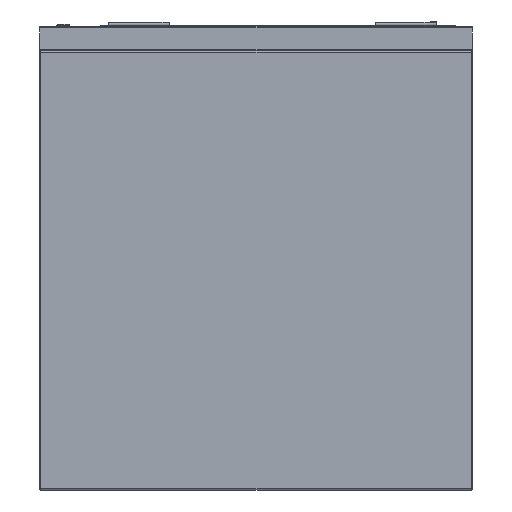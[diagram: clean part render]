
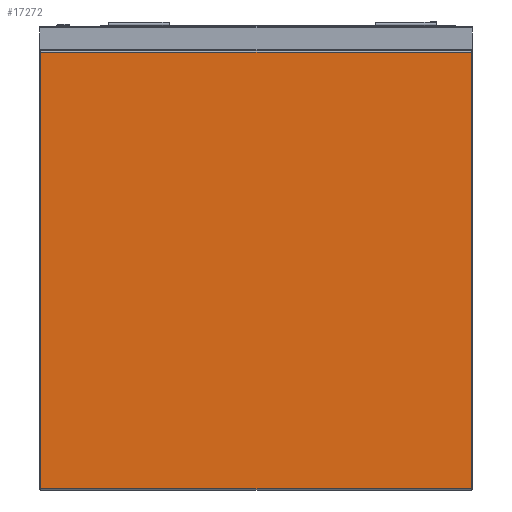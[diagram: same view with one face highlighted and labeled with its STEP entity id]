
A CAD part, left-side view. The second image highlights one B-rep face of the part: STEP entity #17272.
In plain terms, the highlighted planar face has unit normal (-1, 0, 0).
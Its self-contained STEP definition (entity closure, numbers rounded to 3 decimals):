
#47 = CARTESIAN_POINT ( 'NONE',  ( -772.5, 353., -42. ) ) ;
#591 = VECTOR ( 'NONE', #18784, 1000. ) ;
#1690 = CARTESIAN_POINT ( 'NONE',  ( -772.5, -355., -760. ) ) ;
#2078 = LINE ( 'NONE', #11236, #8623 ) ;
#2179 = ORIENTED_EDGE ( 'NONE', *, *, #12616, .T. ) ;
#3180 = LINE ( 'NONE', #3277, #13835 ) ;
#3277 = CARTESIAN_POINT ( 'NONE',  ( -772.5, 355., -42. ) ) ;
#4077 = ORIENTED_EDGE ( 'NONE', *, *, #7137, .T. ) ;
#4993 = LINE ( 'NONE', #18737, #10391 ) ;
#5532 = CARTESIAN_POINT ( 'NONE',  ( -772.5, -353., -758. ) ) ;
#5947 = DIRECTION ( 'NONE',  ( -1., 0., 0. ) ) ;
#7137 = EDGE_CURVE ( 'NONE', #15485, #14563, #15475, .T. ) ;
#8393 = DIRECTION ( 'NONE',  ( 0., 0., 1. ) ) ;
#8493 = VERTEX_POINT ( 'NONE', #9318 ) ;
#8623 = VECTOR ( 'NONE', #9433, 1000. ) ;
#9318 = CARTESIAN_POINT ( 'NONE',  ( -772.5, -353., -42. ) ) ;
#9433 = DIRECTION ( 'NONE',  ( 0., -1., 0. ) ) ;
#9503 = CARTESIAN_POINT ( 'NONE',  ( -772.5, 353., -760. ) ) ;
#9816 = VERTEX_POINT ( 'NONE', #5532 ) ;
#10391 = VECTOR ( 'NONE', #8393, 1000. ) ;
#10839 = DIRECTION ( 'NONE',  ( 0., -1., 0. ) ) ;
#11236 = CARTESIAN_POINT ( 'NONE',  ( -772.5, -355., -758. ) ) ;
#11414 = CARTESIAN_POINT ( 'NONE',  ( -772.5, 353., -758. ) ) ;
#11584 = EDGE_CURVE ( 'NONE', #14563, #9816, #2078, .T. ) ;
#11812 = EDGE_LOOP ( 'NONE', ( #15904, #2179, #4077, #14763 ) ) ;
#12411 = EDGE_CURVE ( 'NONE', #9816, #8493, #4993, .T. ) ;
#12616 = EDGE_CURVE ( 'NONE', #8493, #15485, #3180, .T. ) ;
#13809 = FACE_OUTER_BOUND ( 'NONE', #11812, .T. ) ;
#13835 = VECTOR ( 'NONE', #13915, 1000. ) ;
#13915 = DIRECTION ( 'NONE',  ( 0., 1., 0. ) ) ;
#14563 = VERTEX_POINT ( 'NONE', #11414 ) ;
#14763 = ORIENTED_EDGE ( 'NONE', *, *, #11584, .T. ) ;
#15475 = LINE ( 'NONE', #9503, #591 ) ;
#15485 = VERTEX_POINT ( 'NONE', #47 ) ;
#15904 = ORIENTED_EDGE ( 'NONE', *, *, #12411, .T. ) ;
#16678 = PLANE ( 'NONE',  #19052 ) ;
#17272 = ADVANCED_FACE ( 'Fl�che7', ( #13809 ), #16678, .T. ) ;
#18737 = CARTESIAN_POINT ( 'NONE',  ( -772.5, -353., -760. ) ) ;
#18784 = DIRECTION ( 'NONE',  ( 0., 0., -1. ) ) ;
#19052 = AXIS2_PLACEMENT_3D ( 'NONE', #1690, #5947, #10839 ) ;
